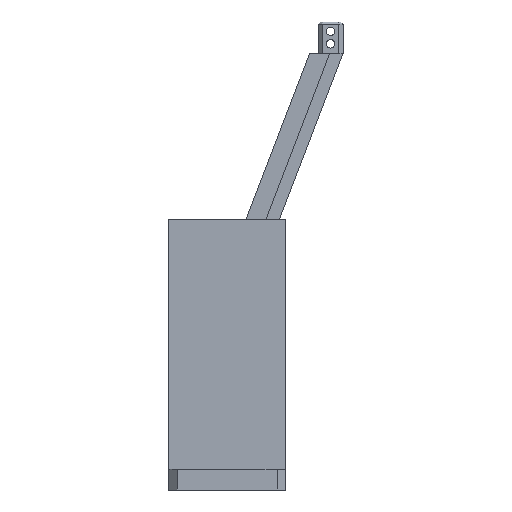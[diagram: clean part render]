
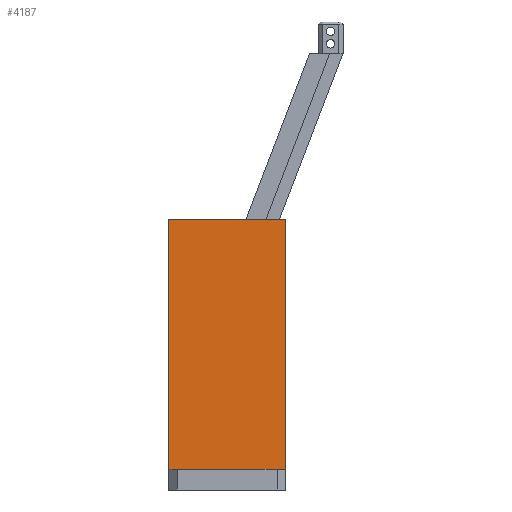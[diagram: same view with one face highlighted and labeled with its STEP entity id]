
A CAD part, front view. The second image highlights one B-rep face of the part: STEP entity #4187.
In plain terms, the highlighted face is planar.
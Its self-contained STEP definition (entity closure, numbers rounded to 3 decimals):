
#231 = CARTESIAN_POINT ( 'NONE',  ( -28., 130., 12.5 ) ) ;
#330 = DIRECTION ( 'NONE',  ( 0., -1., 0. ) ) ;
#539 = VERTEX_POINT ( 'NONE', #2689 ) ;
#601 = EDGE_CURVE ( 'NONE', #727, #4617, #1329, .T. ) ;
#642 = CARTESIAN_POINT ( 'NONE',  ( -28., 10., 12.5 ) ) ;
#727 = VERTEX_POINT ( 'NONE', #642 ) ;
#731 = CARTESIAN_POINT ( 'NONE',  ( 28., 10., 12.5 ) ) ;
#797 = VERTEX_POINT ( 'NONE', #731 ) ;
#1027 = VECTOR ( 'NONE', #4278, 1000. ) ;
#1274 = DIRECTION ( 'NONE',  ( -1., 0., 0. ) ) ;
#1329 = LINE ( 'NONE', #4839, #5166 ) ;
#1554 = ORIENTED_EDGE ( 'NONE', *, *, #601, .F. ) ;
#1684 = EDGE_CURVE ( 'NONE', #4617, #539, #4761, .T. ) ;
#1740 = ORIENTED_EDGE ( 'NONE', *, *, #1684, .F. ) ;
#1812 = EDGE_CURVE ( 'NONE', #797, #727, #4421, .T. ) ;
#2066 = EDGE_CURVE ( 'NONE', #539, #797, #4941, .T. ) ;
#2163 = CARTESIAN_POINT ( 'NONE',  ( -28., 130., 12.5 ) ) ;
#2453 = CARTESIAN_POINT ( 'NONE',  ( 28., 130., 12.5 ) ) ;
#2660 = FACE_OUTER_BOUND ( 'NONE', #4638, .T. ) ;
#2689 = CARTESIAN_POINT ( 'NONE',  ( 28., 130., 12.5 ) ) ;
#2731 = DIRECTION ( 'NONE',  ( 0., 1., 0. ) ) ;
#3397 = ORIENTED_EDGE ( 'NONE', *, *, #2066, .F. ) ;
#3806 = PLANE ( 'NONE',  #4960 ) ;
#3818 = VECTOR ( 'NONE', #330, 1000. ) ;
#4187 = ADVANCED_FACE ( 'NONE', ( #2660 ), #3806, .T. ) ;
#4278 = DIRECTION ( 'NONE',  ( 1., 0., 0. ) ) ;
#4421 = LINE ( 'NONE', #4814, #4940 ) ;
#4617 = VERTEX_POINT ( 'NONE', #231 ) ;
#4638 = EDGE_LOOP ( 'NONE', ( #1554, #5085, #3397, #1740 ) ) ;
#4681 = CARTESIAN_POINT ( 'NONE',  ( -28., 130., 12.5 ) ) ;
#4682 = DIRECTION ( 'NONE',  ( 0., 0., 1. ) ) ;
#4761 = LINE ( 'NONE', #4681, #1027 ) ;
#4814 = CARTESIAN_POINT ( 'NONE',  ( -28., 10., 12.5 ) ) ;
#4839 = CARTESIAN_POINT ( 'NONE',  ( -28., 130., 12.5 ) ) ;
#4940 = VECTOR ( 'NONE', #5242, 1000. ) ;
#4941 = LINE ( 'NONE', #2453, #3818 ) ;
#4960 = AXIS2_PLACEMENT_3D ( 'NONE', #2163, #4682, #1274 ) ;
#5085 = ORIENTED_EDGE ( 'NONE', *, *, #1812, .F. ) ;
#5166 = VECTOR ( 'NONE', #2731, 1000. ) ;
#5242 = DIRECTION ( 'NONE',  ( -1., 0., 0. ) ) ;
